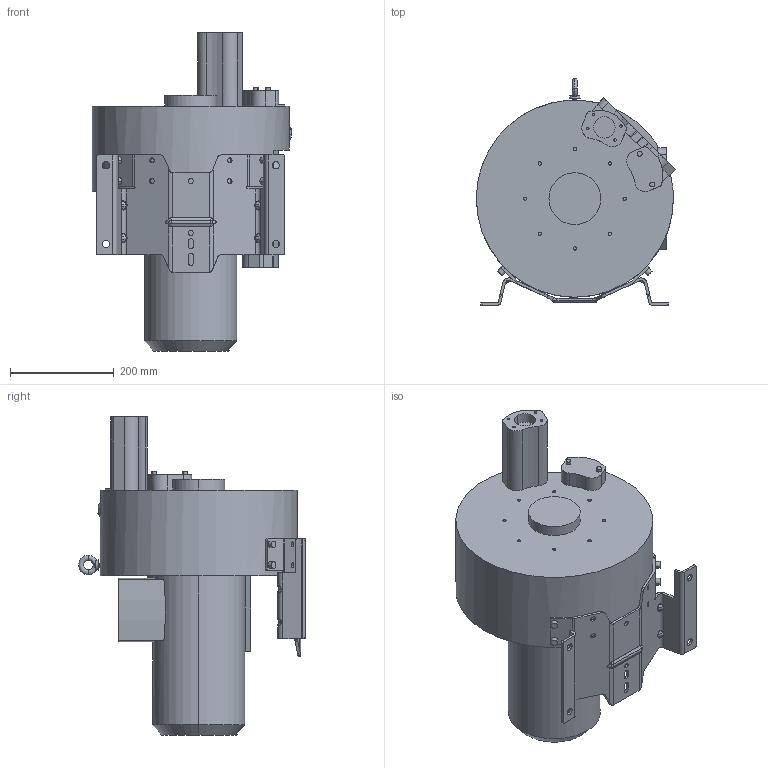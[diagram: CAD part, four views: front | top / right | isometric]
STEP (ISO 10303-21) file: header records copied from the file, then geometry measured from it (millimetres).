
FILE_DESCRIPTION((''),'2;1');
FILE_NAME('4RB520-0AQ26-1','2025-02-19T',('Administrator'),(''),'PRO/ENGINEER BY PARAMETRIC TECHNOLOGY CORPORATION, 2007090','PRO/ENGINEER BY PARAMETRIC TECHNOLOGY CORPORATION, 2007090','');
FILE_SCHEMA(('AUTOMOTIVE_DESIGN_CC2 { 1 2 10303 214 -1 1 5 2 }'));
Length unit declared in the file: millimetre
Products named in the file (1): 4RB520-0AQ26-1
Bounding box: 384.84 x 437.84 x 614.03 mm (x, y, z)
Volume: 29059367.2 mm3; surface area: 924312.3 mm2
Topology: 1 solids, 1 shells, 567 faces, 1637 edges, 1105 vertices
Faces by surface type: cylinder 261, plane 196, bspline 66, extrusion 20, torus 14, cone 6, sphere 4
Entity records: 23505 total; most frequent: CARTESIAN_POINT 8866, ORIENTED_EDGE 3266, DIRECTION 2841, EDGE_CURVE 1633, VERTEX_POINT 1105, AXIS2_PLACEMENT_3D 1066, VECTOR 709, LINE 689
